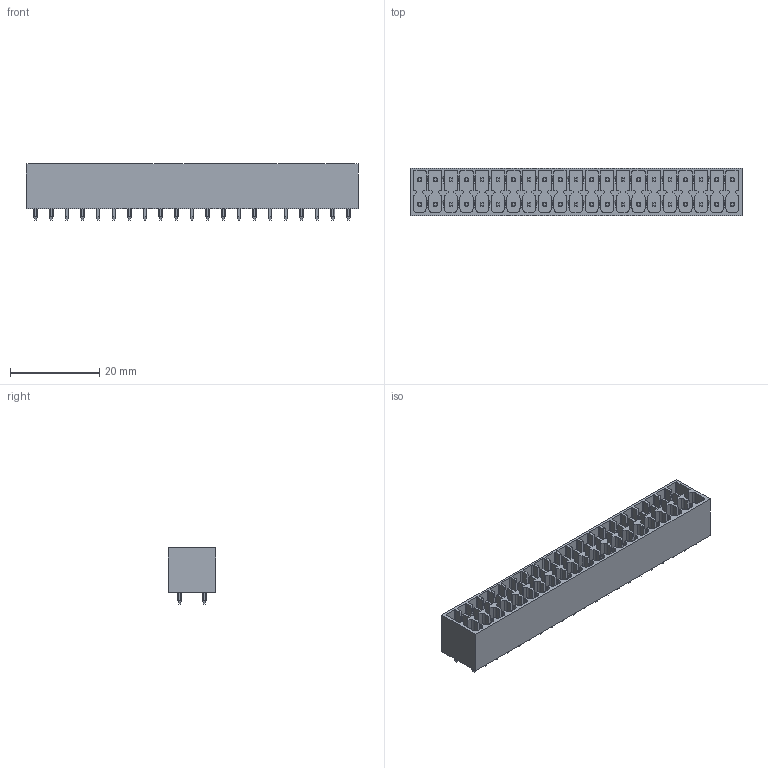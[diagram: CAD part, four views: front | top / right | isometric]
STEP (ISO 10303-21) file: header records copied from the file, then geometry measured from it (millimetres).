
FILE_DESCRIPTION((''),'2;1');
FILE_NAME('44444','2024-09-11T13:48:35',('tluser'),(''),'CREO PARAMETRIC BY PTC INC, 2018100','CREO PARAMETRIC BY PTC INC, 2018100','');
FILE_SCHEMA(('CONFIG_CONTROL_DESIGN'));
Products named in the file (1): 44444
Bounding box: 74.3 x 10.6 x 12.6 mm (x, y, z)
Volume: 4967.3 mm3; surface area: 6831.5 mm2
Topology: 1 solids, 1 shells, 1839 faces, 5256 edges, 3504 vertices
Faces by surface type: plane 1175, cylinder 664
Entity records: 60266 total; most frequent: CARTESIAN_POINT 12489, ORIENTED_EDGE 10512, DIRECTION 9254, EDGE_CURVE 5256, VECTOR 3592, LINE 3592, VERTEX_POINT 3504, AXIS2_PLACEMENT_3D 2831
